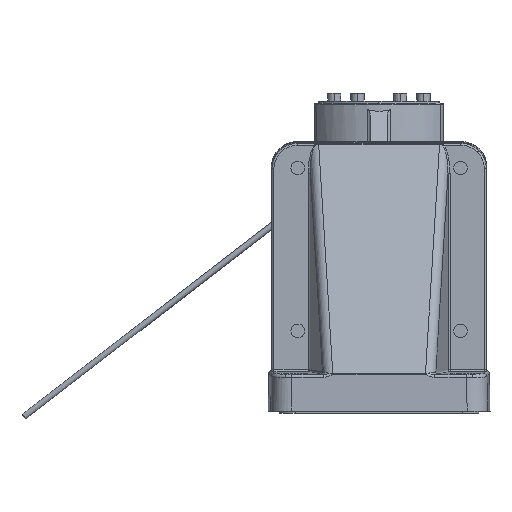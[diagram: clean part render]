
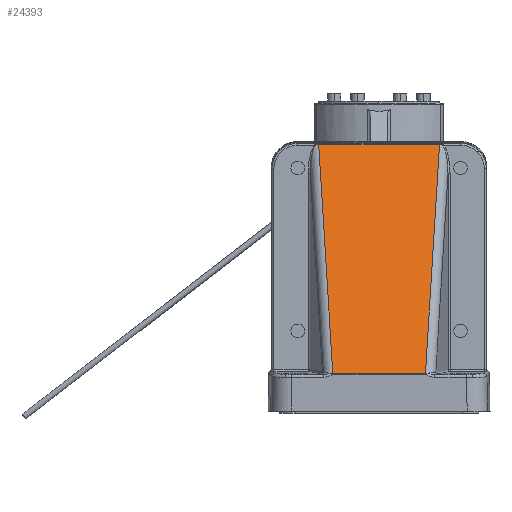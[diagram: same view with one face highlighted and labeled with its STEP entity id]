
A CAD part, top view. The second image highlights one B-rep face of the part: STEP entity #24393.
In plain terms, the highlighted planar face has unit normal (0, 0.337, 0.942).
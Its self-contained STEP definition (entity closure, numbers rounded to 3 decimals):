
#234 = CARTESIAN_POINT ( 'NONE',  ( -22.373, 18.476, 56.015 ) ) ;
#235 = CARTESIAN_POINT ( 'NONE',  ( -22.437, 18.501, 56.006 ) ) ;
#244 = CARTESIAN_POINT ( 'NONE',  ( -22.311, 18.444, 56.027 ) ) ;
#245 = CARTESIAN_POINT ( 'NONE',  ( -22.234, 18.379, 56.05 ) ) ;
#246 = CARTESIAN_POINT ( 'NONE',  ( -22.21, 18.355, 56.059 ) ) ;
#247 = CARTESIAN_POINT ( 'NONE',  ( -22.175, 18.298, 56.079 ) ) ;
#248 = CARTESIAN_POINT ( 'NONE',  ( -22.163, 18.265, 56.091 ) ) ;
#249 = CARTESIAN_POINT ( 'NONE',  ( -22.167, 18.232, 56.103 ) ) ;
#267 = LINE ( 'NONE', #268, #10216 ) ;
#268 = CARTESIAN_POINT ( 'NONE',  ( 29.751, 131.918, 15.418 ) ) ;
#269 = DIRECTION ( 'NONE',  ( 0.058, 0.94, -0.336 ) ) ;
#277 = CARTESIAN_POINT ( 'NONE',  ( -22.776, 18.638, 55.957 ) ) ;
#278 = CARTESIAN_POINT ( 'NONE',  ( -22.664, 18.591, 55.974 ) ) ;
#290 = CARTESIAN_POINT ( 'NONE',  ( -22.551, 18.545, 55.991 ) ) ;
#292 = CARTESIAN_POINT ( 'NONE',  ( -22.437, 18.501, 56.006 ) ) ;
#294 = LINE ( 'NONE', #297, #10224 ) ;
#297 = CARTESIAN_POINT ( 'NONE',  ( -22.751, 18.232, 56.103 ) ) ;
#299 = DIRECTION ( 'NONE',  ( 0.058, -0.94, 0.336 ) ) ;
#301 = LINE ( 'NONE', #303, #10223 ) ;
#303 = CARTESIAN_POINT ( 'NONE',  ( -29.737, 131.035, 15.734 ) ) ;
#304 = DIRECTION ( 'NONE',  ( -1., 0., 0. ) ) ;
#7780 = EDGE_LOOP ( 'NONE', ( #40406, #40404, #40403, #40360, #40359, #40358, #40373, #17355 ) ) ;
#10216 = VECTOR ( 'NONE', #269, 1000. ) ;
#10223 = VECTOR ( 'NONE', #304, 1000. ) ;
#10224 = VECTOR ( 'NONE', #299, 1000. ) ;
#13886 = CARTESIAN_POINT ( 'NONE',  ( 22.664, 18.592, 55.974 ) ) ;
#13911 = CARTESIAN_POINT ( 'NONE',  ( 22.163, 18.266, 56.091 ) ) ;
#13923 = CARTESIAN_POINT ( 'NONE',  ( 22.551, 18.545, 55.991 ) ) ;
#13927 = CARTESIAN_POINT ( 'NONE',  ( 22.437, 18.501, 56.006 ) ) ;
#13929 = CARTESIAN_POINT ( 'NONE',  ( 22.776, 18.638, 55.957 ) ) ;
#13934 = CARTESIAN_POINT ( 'NONE',  ( 22.167, 18.232, 56.103 ) ) ;
#13940 = CARTESIAN_POINT ( 'NONE',  ( 22.175, 18.298, 56.079 ) ) ;
#13942 = CARTESIAN_POINT ( 'NONE',  ( 22.21, 18.355, 56.059 ) ) ;
#13944 = CARTESIAN_POINT ( 'NONE',  ( 22.234, 18.379, 56.05 ) ) ;
#13947 = CARTESIAN_POINT ( 'NONE',  ( 22.312, 18.444, 56.027 ) ) ;
#13950 = CARTESIAN_POINT ( 'NONE',  ( 22.372, 18.476, 56.015 ) ) ;
#13953 = CARTESIAN_POINT ( 'NONE',  ( 22.437, 18.501, 56.006 ) ) ;
#13995 = LINE ( 'NONE', #13999, #28541 ) ;
#13999 = CARTESIAN_POINT ( 'NONE',  ( -65., 18.232, 56.103 ) ) ;
#14002 = DIRECTION ( 'NONE',  ( 1., 0., 0. ) ) ;
#17311 = B_SPLINE_CURVE_WITH_KNOTS ( 'NONE', 3,
 ( #13927, #13923, #13886, #13929 ),
 .UNSPECIFIED., .F., .F.,
 ( 4, 4 ),
 ( 0.002, 0.003 ),
 .UNSPECIFIED. ) ;
#17330 = B_SPLINE_CURVE_WITH_KNOTS ( 'NONE', 3,
 ( #13934, #13911, #13940, #13942, #13944, #13947, #13950, #13953 ),
 .UNSPECIFIED., .F., .F.,
 ( 4, 2, 2, 4 ),
 ( 0., 0., 0., 0. ),
 .UNSPECIFIED. ) ;
#17355 = ORIENTED_EDGE ( 'NONE', *, *, #39224, .T. ) ;
#17808 = B_SPLINE_CURVE_WITH_KNOTS ( 'NONE', 3,
 ( #235, #234, #244, #245, #246, #247, #248, #249 ),
 .UNSPECIFIED., .F., .F.,
 ( 4, 2, 2, 4 ),
 ( 0., 0., 0., 0. ),
 .UNSPECIFIED. ) ;
#17809 = B_SPLINE_CURVE_WITH_KNOTS ( 'NONE', 3,
 ( #277, #278, #290, #292 ),
 .UNSPECIFIED., .F., .F.,
 ( 4, 4 ),
 ( 0., 0. ),
 .UNSPECIFIED. ) ;
#19051 = EDGE_CURVE ( 'NONE', #35736, #35735, #17311, .T. ) ;
#19053 = EDGE_CURVE ( 'NONE', #35727, #35736, #17330, .T. ) ;
#19062 = EDGE_CURVE ( 'NONE', #35725, #35727, #13995, .T. ) ;
#24393 = ADVANCED_FACE ( 'NONE', ( #29777 ), #29778, .F. ) ;
#28053 = CARTESIAN_POINT ( 'NONE',  ( -22.437, 18.501, 56.006 ) ) ;
#28054 = CARTESIAN_POINT ( 'NONE',  ( -22.167, 18.232, 56.103 ) ) ;
#28056 = CARTESIAN_POINT ( 'NONE',  ( 22.167, 18.232, 56.103 ) ) ;
#28061 = CARTESIAN_POINT ( 'NONE',  ( -22.776, 18.638, 55.957 ) ) ;
#28062 = CARTESIAN_POINT ( 'NONE',  ( -29.696, 131.035, 15.734 ) ) ;
#28063 = CARTESIAN_POINT ( 'NONE',  ( 29.696, 131.035, 15.734 ) ) ;
#28064 = CARTESIAN_POINT ( 'NONE',  ( 22.776, 18.638, 55.957 ) ) ;
#28065 = CARTESIAN_POINT ( 'NONE',  ( 22.437, 18.501, 56.006 ) ) ;
#28541 = VECTOR ( 'NONE', #14002, 1000. ) ;
#29770 = CARTESIAN_POINT ( 'NONE',  ( -65., 131.686, 15.501 ) ) ;
#29777 = FACE_OUTER_BOUND ( 'NONE', #7780, .T. ) ;
#29778 = PLANE ( 'NONE',  #34158 ) ;
#29780 = DIRECTION ( 'NONE',  ( 0., -0.337, -0.942 ) ) ;
#29781 = DIRECTION ( 'NONE',  ( 0., 0.942, -0.337 ) ) ;
#34158 = AXIS2_PLACEMENT_3D ( 'NONE', #29770, #29780, #29781 ) ;
#35724 = VERTEX_POINT ( 'NONE', #28053 ) ;
#35725 = VERTEX_POINT ( 'NONE', #28054 ) ;
#35727 = VERTEX_POINT ( 'NONE', #28056 ) ;
#35732 = VERTEX_POINT ( 'NONE', #28061 ) ;
#35733 = VERTEX_POINT ( 'NONE', #28062 ) ;
#35734 = VERTEX_POINT ( 'NONE', #28063 ) ;
#35735 = VERTEX_POINT ( 'NONE', #28064 ) ;
#35736 = VERTEX_POINT ( 'NONE', #28065 ) ;
#39202 = EDGE_CURVE ( 'NONE', #35724, #35725, #17808, .T. ) ;
#39215 = EDGE_CURVE ( 'NONE', #35735, #35734, #267, .T. ) ;
#39224 = EDGE_CURVE ( 'NONE', #35732, #35724, #17809, .T. ) ;
#39226 = EDGE_CURVE ( 'NONE', #35733, #35732, #294, .T. ) ;
#39229 = EDGE_CURVE ( 'NONE', #35734, #35733, #301, .T. ) ;
#40358 = ORIENTED_EDGE ( 'NONE', *, *, #39229, .T. ) ;
#40359 = ORIENTED_EDGE ( 'NONE', *, *, #39215, .T. ) ;
#40360 = ORIENTED_EDGE ( 'NONE', *, *, #19051, .T. ) ;
#40373 = ORIENTED_EDGE ( 'NONE', *, *, #39226, .T. ) ;
#40403 = ORIENTED_EDGE ( 'NONE', *, *, #19053, .T. ) ;
#40404 = ORIENTED_EDGE ( 'NONE', *, *, #19062, .T. ) ;
#40406 = ORIENTED_EDGE ( 'NONE', *, *, #39202, .T. ) ;
